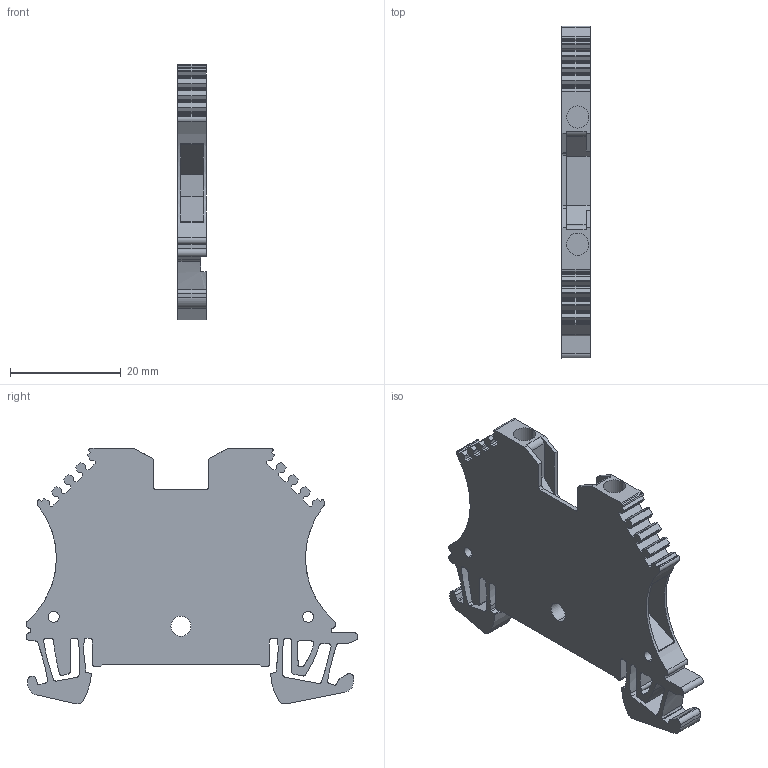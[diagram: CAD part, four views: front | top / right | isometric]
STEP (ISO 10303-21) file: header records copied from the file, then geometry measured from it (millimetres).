
FILE_DESCRIPTION(('CATIA V5 STEP Exchange','CAx-IF Rec.Pracs.--- Model Styling and Organization---1.5--- 2016-08-15','CAx-IF Rec.Pracs.---Supplemental Geometry---1.0---2011-11-01','CAx-IF Rec.Pracs.--- Composite Materials ---1.1---2010-07-15'),'2;1');
FILE_NAME ('346312_5', '2025-09-22T05:29:17+00:00', ('none'), ('Weidmueller'), 'CATIA Version 5-6 Release 2024 SP4', 'CATIA V5 STEP AP214 v3', 'none');
FILE_SCHEMA(('AUTOMOTIVE_DESIGN { 1 0 10303 214 1 1 1 1 }'));
Length unit declared in the file: millimetre
Products named in the file (1): HI_WDU 2.5 1020000000
Bounding box: 5.1 x 60 x 46.25 mm (x, y, z)
Volume: 7678.6 mm3; surface area: 6420.8 mm2
Topology: 1 solids, 1 shells, 334 faces, 988 edges, 657 vertices
Faces by surface type: plane 208, cylinder 126
Entity records: 10592 total; most frequent: ORIENTED_EDGE 1976, CARTESIAN_POINT 1957, DIRECTION 1485, EDGE_CURVE 988, VECTOR 716, LINE 716, VERTEX_POINT 657, AXIS2_PLACEMENT_3D 519
